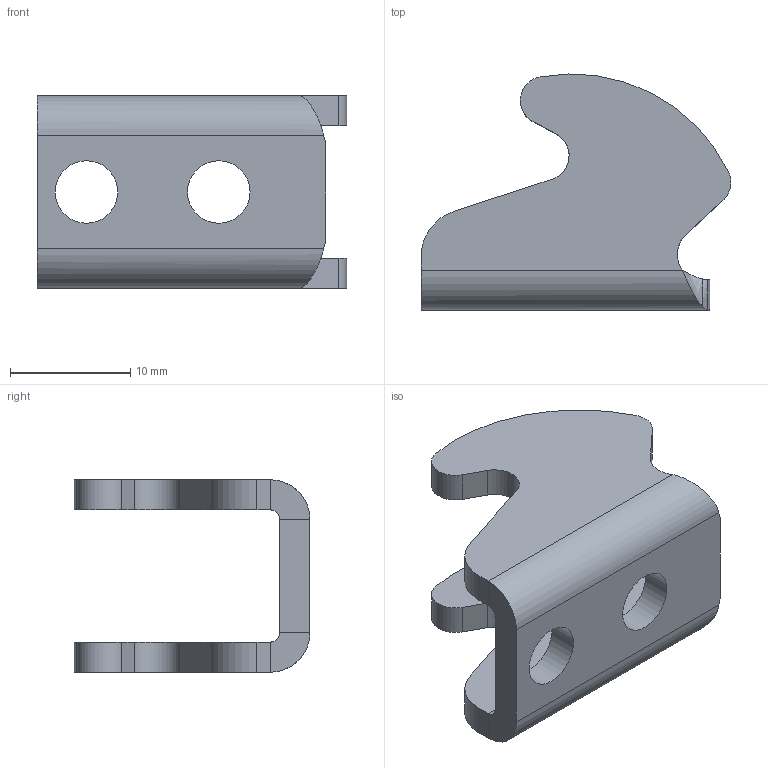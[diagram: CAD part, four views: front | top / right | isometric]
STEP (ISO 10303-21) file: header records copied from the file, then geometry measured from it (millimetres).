
FILE_DESCRIPTION(/* description */ (''),/* implementation_level */ '2;1');
FILE_NAME(/* name */ 'HC22 LATCH PLATE.stp',/* time_stamp */ '2021-10-28T09:08:41+01:00',/* author */ ('Sandfield Engineering'),/* organization */ ('Sandfield Engineering'),/* preprocessor_version */ 'ST-DEVELOPER v18.1',/* originating_system */ 'Autodesk Inventor 2021',/* authorisation */ '');
FILE_SCHEMA (('AUTOMOTIVE_DESIGN { 1 0 10303 214 3 1 1 }'));
Length unit declared in the file: millimetre
Products named in the file (1): HC22 LATCH PLATE
Bounding box: 25.75 x 19.61 x 16 mm (x, y, z)
Volume: 2115 mm3; surface area: 2133.6 mm2
Topology: 1 solids, 1 shells, 42 faces, 110 edges, 70 vertices
Faces by surface type: cylinder 20, plane 18, bspline 4
Full cylindrical faces by diameter (mm): 5.2 x2
Entity records: 1417 total; most frequent: CARTESIAN_POINT 327, ORIENTED_EDGE 220, DIRECTION 218, EDGE_CURVE 110, AXIS2_PLACEMENT_3D 77, VERTEX_POINT 70, LINE 64, VECTOR 64
